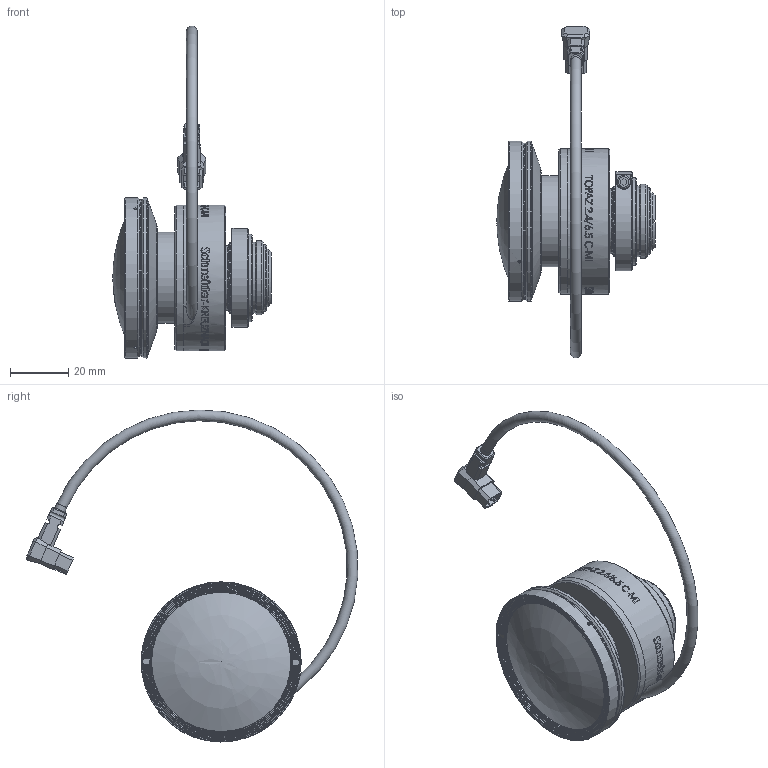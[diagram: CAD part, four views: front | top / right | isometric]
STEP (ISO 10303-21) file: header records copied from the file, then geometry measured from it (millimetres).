
FILE_DESCRIPTION(/* description */ (''),/* implementation_level */ '2;1');
FILE_NAME(/* name */ '1100923_00160302_002.stp',/* time_stamp */ '2021-09-16T14:41:52+02:00',/* author */ (''),/* organization */ (''),/* preprocessor_version */ 'ST-DEVELOPER v16',/* originating_system */ 'SIEMENS PLM Software NX 10.0',/* authorisation */ '');
FILE_SCHEMA (('AP203_CONFIGURATION_CONTROLLED_3D_DESIGN_OF_MECHANICAL_PARTS_AND_ASSEMBLIES_MIM_LF { 1 0 10303 403 2 1 2}'));
Length unit declared in the file: millimetre
Products named in the file (1): Froe6468FFCCil4k
Bounding box: 54.3 x 113.78 x 113.99 mm (x, y, z)
Volume: 76500.1 mm3; surface area: 21590.8 mm2
Topology: 1 solids, 11 shells, 566 faces, 1826 edges, 1424 vertices
Faces by surface type: plane 267, cylinder 211, cone 56, torus 26, sphere 4, revolution 2
Full cylindrical faces by diameter (mm): 0.5 x4, 1.1 x3, 1.7 x6, 1.8 x3, 1.9 x3, 2.5 x2, 2.7 x6, 2.8 x1, 3.7 x1, 4 x1, 4.5 x1, 15.534 x1, 19.8 x1, 20 x1, 22.3 x1, 23 x2, 24.179 x1, 24.4 x1, 25.4 x1, 30 x1, 31.3 x1, 31.4 x1, 34 x1, 47.8 x1, 49 x1, 50 x2, 53.6 x1, 54 x1, 55 x2
Entity records: 22387 total; most frequent: CARTESIAN_POINT 7535, ORIENTED_EDGE 3337, DIRECTION 2361, EDGE_CURVE 1671, VERTEX_POINT 1373, AXIS2_PLACEMENT_3D 870, EDGE_LOOP 846, B_SPLINE_CURVE_WITH_KNOTS 749
